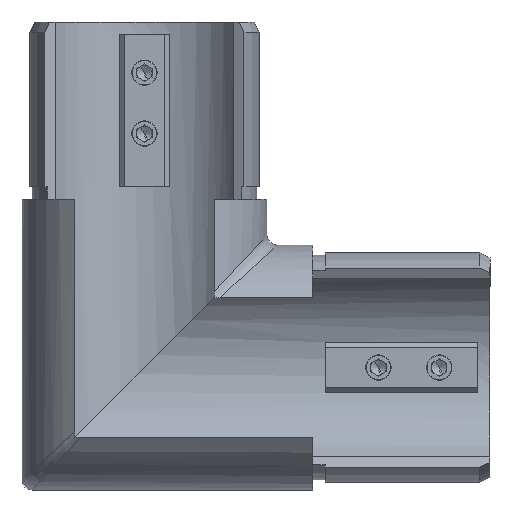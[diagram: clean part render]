
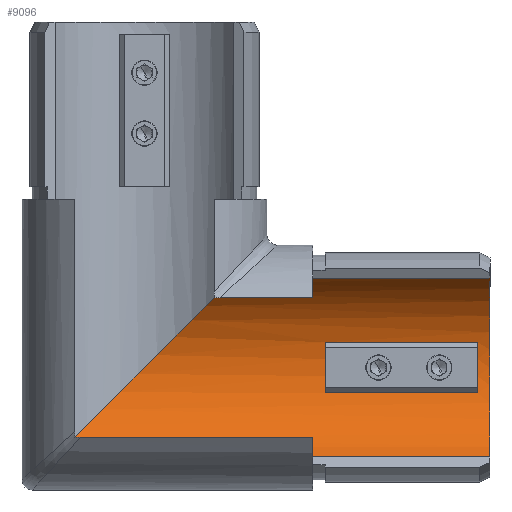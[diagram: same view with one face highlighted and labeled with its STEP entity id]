
A CAD part, front view. The second image highlights one B-rep face of the part: STEP entity #9096.
In plain terms, the highlighted cylindrical face has radius 20.35 mm (diameter 40.7 mm), a partial arc.
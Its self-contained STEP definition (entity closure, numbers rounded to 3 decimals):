
#270 = VERTEX_POINT ( 'NONE', #2173 ) ;
#540 = DIRECTION ( 'NONE',  ( -1., 0., 0. ) ) ;
#652 = EDGE_CURVE ( 'NONE', #2768, #5490, #1338, .T. ) ;
#918 = DIRECTION ( 'NONE',  ( 0., 0., 1. ) ) ;
#1338 = LINE ( 'NONE', #1401, #15070 ) ;
#1401 = CARTESIAN_POINT ( 'NONE',  ( 0., 0., -20.35 ) ) ;
#1637 = LINE ( 'NONE', #17453, #14623 ) ;
#2026 =( BOUNDED_CURVE ( )  B_SPLINE_CURVE ( 3, ( #4798, #6398, #8002, #14408 ),
 .UNSPECIFIED., .F., .T. ) 
 B_SPLINE_CURVE_WITH_KNOTS ( ( 4, 4 ),
 ( 0., 3.142 ),
 .UNSPECIFIED. ) 
 CURVE ( )  GEOMETRIC_REPRESENTATION_ITEM ( )  RATIONAL_B_SPLINE_CURVE ( ( 1., 0.333, 0.333, 1. ) ) 
 REPRESENTATION_ITEM ( '' )  );
#2173 = CARTESIAN_POINT ( 'NONE',  ( 68.15, 0., 20.35 ) ) ;
#2468 = VERTEX_POINT ( 'NONE', #5967 ) ;
#2768 = VERTEX_POINT ( 'NONE', #18134 ) ;
#2811 = EDGE_CURVE ( 'NONE', #2468, #270, #17485, .T. ) ;
#3280 = CARTESIAN_POINT ( 'NONE',  ( 0., 19.726, -5. ) ) ;
#3769 = EDGE_CURVE ( 'NONE', #6932, #7165, #9994, .T. ) ;
#4088 = CIRCLE ( 'NONE', #15842, 20.35 ) ;
#4190 = DIRECTION ( 'NONE',  ( 1., 0., 0. ) ) ;
#4242 = AXIS2_PLACEMENT_3D ( 'NONE', #15196, #12074, #8591 ) ;
#4439 = ORIENTED_EDGE ( 'NONE', *, *, #652, .T. ) ;
#4798 = CARTESIAN_POINT ( 'NONE',  ( 20.35, 0., 20.35 ) ) ;
#5465 = DIRECTION ( 'NONE',  ( 1., 0., 0. ) ) ;
#5490 = VERTEX_POINT ( 'NONE', #9191 ) ;
#5721 = CIRCLE ( 'NONE', #11907, 20.35 ) ;
#5890 = ORIENTED_EDGE ( 'NONE', *, *, #3769, .F. ) ;
#5967 = CARTESIAN_POINT ( 'NONE',  ( 20.35, 0., 20.35 ) ) ;
#6142 = CYLINDRICAL_SURFACE ( 'NONE', #4242, 20.35 ) ;
#6398 = CARTESIAN_POINT ( 'NONE',  ( 20.35, 40.7, 20.35 ) ) ;
#6460 = CARTESIAN_POINT ( 'NONE',  ( 35.65, 19.726, -5. ) ) ;
#6858 = CARTESIAN_POINT ( 'NONE',  ( 65.65, 19.726, 5. ) ) ;
#6932 = VERTEX_POINT ( 'NONE', #16908 ) ;
#7165 = VERTEX_POINT ( 'NONE', #6460 ) ;
#7293 = ORIENTED_EDGE ( 'NONE', *, *, #14976, .T. ) ;
#7646 = FACE_OUTER_BOUND ( 'NONE', #18250, .T. ) ;
#8002 = CARTESIAN_POINT ( 'NONE',  ( -20.35, 40.7, -20.35 ) ) ;
#8163 = DIRECTION ( 'NONE',  ( 1., 0., 0. ) ) ;
#8591 = DIRECTION ( 'NONE',  ( 0., 0., -1. ) ) ;
#8647 = LINE ( 'NONE', #3280, #10132 ) ;
#8912 = ORIENTED_EDGE ( 'NONE', *, *, #10690, .F. ) ;
#9027 = VECTOR ( 'NONE', #5465, 1000. ) ;
#9096 = ADVANCED_FACE ( 'NONE', ( #7646, #11373 ), #6142, .F. ) ;
#9191 = CARTESIAN_POINT ( 'NONE',  ( 68.15, 0., -20.35 ) ) ;
#9662 = AXIS2_PLACEMENT_3D ( 'NONE', #19906, #540, #18086 ) ;
#9994 = CIRCLE ( 'NONE', #9662, 20.35 ) ;
#10132 = VECTOR ( 'NONE', #8163, 1000. ) ;
#10516 = CARTESIAN_POINT ( 'NONE',  ( 68.15, 0., 0. ) ) ;
#10690 = EDGE_CURVE ( 'NONE', #16062, #14797, #4088, .T. ) ;
#11373 = FACE_BOUND ( 'NONE', #19653, .T. ) ;
#11907 = AXIS2_PLACEMENT_3D ( 'NONE', #10516, #4190, #18510 ) ;
#12074 = DIRECTION ( 'NONE',  ( 1., 0., 0. ) ) ;
#12575 = DIRECTION ( 'NONE',  ( 1., 0., 0. ) ) ;
#14408 = CARTESIAN_POINT ( 'NONE',  ( -20.35, 0., -20.35 ) ) ;
#14473 = DIRECTION ( 'NONE',  ( -1., 0., 0. ) ) ;
#14623 = VECTOR ( 'NONE', #14473, 1000. ) ;
#14797 = VERTEX_POINT ( 'NONE', #6858 ) ;
#14869 = CARTESIAN_POINT ( 'NONE',  ( 0., 0., 20.35 ) ) ;
#14976 = EDGE_CURVE ( 'NONE', #2468, #2768, #2026, .T. ) ;
#15070 = VECTOR ( 'NONE', #12575, 1000. ) ;
#15196 = CARTESIAN_POINT ( 'NONE',  ( 0., 0., 0. ) ) ;
#15276 = CARTESIAN_POINT ( 'NONE',  ( 65.65, 0., 0. ) ) ;
#15632 = ORIENTED_EDGE ( 'NONE', *, *, #18824, .F. ) ;
#15842 = AXIS2_PLACEMENT_3D ( 'NONE', #15276, #20202, #918 ) ;
#15869 = EDGE_CURVE ( 'NONE', #5490, #270, #5721, .T. ) ;
#16062 = VERTEX_POINT ( 'NONE', #20314 ) ;
#16908 = CARTESIAN_POINT ( 'NONE',  ( 35.65, 19.726, 5. ) ) ;
#17453 = CARTESIAN_POINT ( 'NONE',  ( 0., 19.726, 5. ) ) ;
#17485 = LINE ( 'NONE', #14869, #9027 ) ;
#18086 = DIRECTION ( 'NONE',  ( 0., 0., -1. ) ) ;
#18134 = CARTESIAN_POINT ( 'NONE',  ( -20.35, 0., -20.35 ) ) ;
#18250 = EDGE_LOOP ( 'NONE', ( #19427, #7293, #4439, #20407 ) ) ;
#18497 = EDGE_CURVE ( 'NONE', #14797, #6932, #1637, .T. ) ;
#18510 = DIRECTION ( 'NONE',  ( 0., 0., 1. ) ) ;
#18545 = ORIENTED_EDGE ( 'NONE', *, *, #18497, .F. ) ;
#18824 = EDGE_CURVE ( 'NONE', #7165, #16062, #8647, .T. ) ;
#19427 = ORIENTED_EDGE ( 'NONE', *, *, #2811, .F. ) ;
#19653 = EDGE_LOOP ( 'NONE', ( #8912, #15632, #5890, #18545 ) ) ;
#19906 = CARTESIAN_POINT ( 'NONE',  ( 35.65, 0., 0. ) ) ;
#20202 = DIRECTION ( 'NONE',  ( 1., 0., 0. ) ) ;
#20314 = CARTESIAN_POINT ( 'NONE',  ( 65.65, 19.726, -5. ) ) ;
#20407 = ORIENTED_EDGE ( 'NONE', *, *, #15869, .T. ) ;
